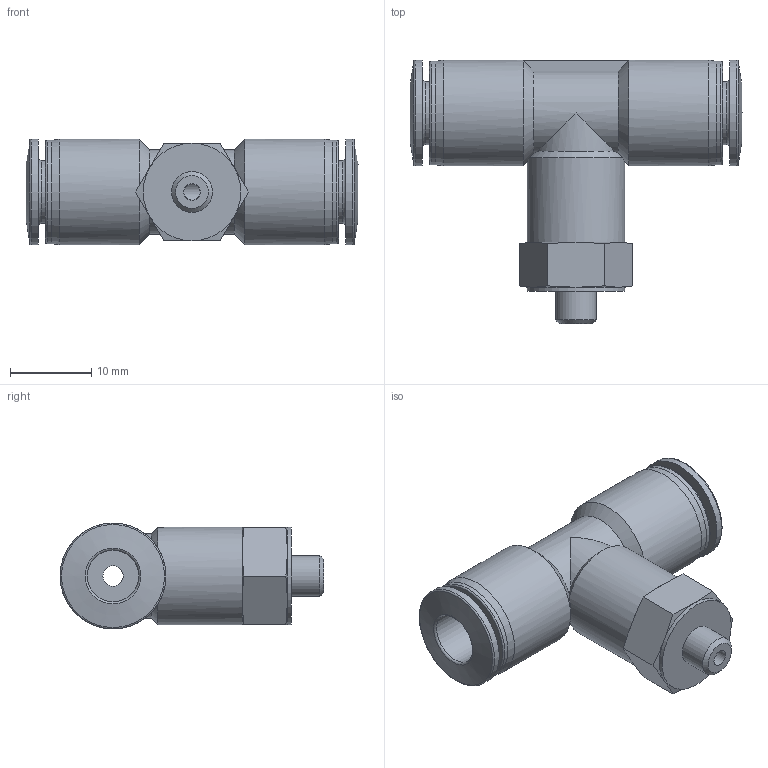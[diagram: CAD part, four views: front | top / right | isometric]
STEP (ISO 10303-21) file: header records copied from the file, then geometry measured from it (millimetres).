
FILE_DESCRIPTION(/* description */ ('STEP AP214'),/* implementation_level */ '2;1');
FILE_NAME(/* name */ '533250_QBT-M5-1_4-U-M',/* time_stamp */ '2024-09-14T04:41:45+02:00',/* author */ ('License CC BY-ND 4.0'),/* organization */ ('CADENAS'),/* preprocessor_version */ 'ST-DEVELOPER v19.3',/* originating_system */ 'PARTsolutions',/* authorisation */ ' ');
FILE_SCHEMA (('AUTOMOTIVE_DESIGN {1 0 10303 214 3 1 1}'));
Length unit declared in the file: millimetre
Products named in the file (1): 533250 QBT-M5-1/4-U-M
Bounding box: 40.79 x 32.4 x 13 mm (x, y, z)
Volume: 5545.5 mm3; surface area: 3811.3 mm2
Topology: 1 solids, 1 shells, 63 faces, 139 edges, 84 vertices
Faces by surface type: cone 21, cylinder 18, plane 16, torus 8
Full cylindrical faces by diameter (mm): 2 x1, 2.5 x1, 5 x1, 6.35 x2, 7.75 x2, 12 x2, 12.7 x2, 13 x3
Entity records: 2083 total; most frequent: CARTESIAN_POINT 386, DIRECTION 256, ORIENTED_EDGE 216, AXIS2_PLACEMENT_3D 123, EDGE_CURVE 108, EDGE_LOOP 100, FACE_BOUND 100, VERTEX_POINT 80
